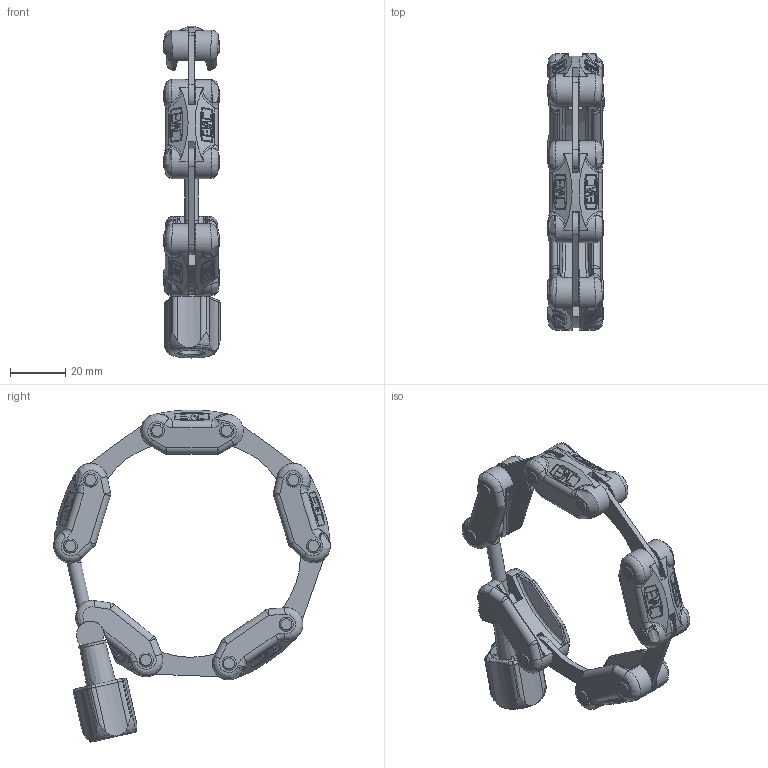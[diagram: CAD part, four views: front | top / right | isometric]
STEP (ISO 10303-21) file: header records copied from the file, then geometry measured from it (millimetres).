
FILE_DESCRIPTION(/* description */ (''),/* implementation_level */ '2;1');
FILE_NAME(/* name */ '30.050015.111.550',/* time_stamp */ '2018-07-16T09:28:21+02:00',/* author */ ('Murat Coskun Bicak'),/* organization */ ('Evac AG'),/* preprocessor_version */ 'ST-DEVELOPER v16.7',/* originating_system */ 'DEX',/* authorisation */ $);
FILE_SCHEMA (('AP242_MANAGED_MODEL_BASED_3D_ENGINEERING_MIM_LF { 1 0 10303 442 1 1 4 }','AUTOMOTIVE_DESIGN {1 0 10303 214 3 1 1}'));
Length unit declared in the file: millimetre
Products named in the file (10): 30.050015.111.550; 03.231.004-AL; 03.231.005-AL; 03.231.006-AL; 03.031.030-IX; 03.020.008-IXMY; 00.1105.00-BZ; 03.033.003-GTX; 03.034.001-IX; 03.036.003-AL
Assembly tree (22 placements, depth 2):
  30.050015.111.550
    03.231.004-AL  x3
    03.231.005-AL
    03.231.006-AL
    03.031.030-IX  x4
    03.020.008-IXMY  x9
    00.1105.00-BZ
    03.033.003-GTX
    03.034.001-IX
    03.036.003-AL
Bounding box: 20.31 x 99.99 x 120.05 mm (x, y, z)
Volume: 39590.9 mm3; surface area: 28380.5 mm2
Topology: 22 solids, 22 shells, 2493 faces, 6224 edges, 3693 vertices
Faces by surface type: cylinder 1131, plane 702, sphere 315, torus 204, bspline 128, cone 13
Full cylindrical faces by diameter (mm): 5 x21, 5.1 x18, 5.2 x1, 5.3 x1, 9 x1, 10 x1
Entity records: 45196 total; most frequent: CARTESIAN_POINT 11729, DIRECTION 7166, ORIENTED_EDGE 6808, EDGE_CURVE 3404, AXIS2_PLACEMENT_3D 2789, VERTEX_POINT 2056, LINE 1588, VECTOR 1588
